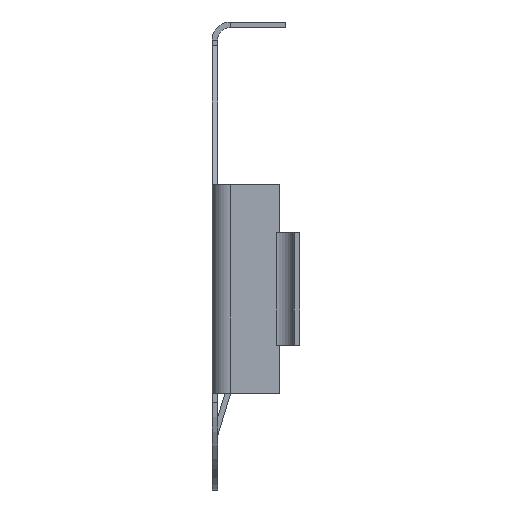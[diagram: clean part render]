
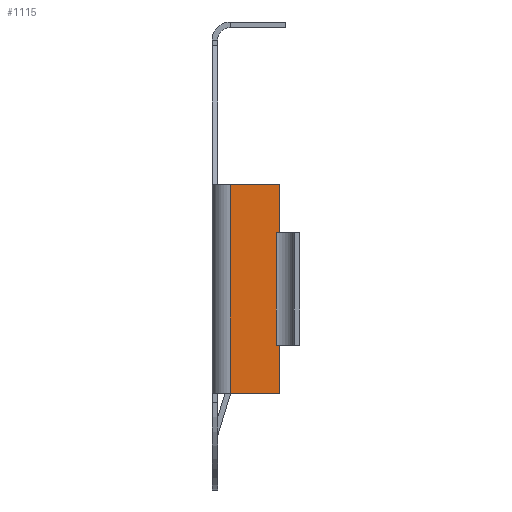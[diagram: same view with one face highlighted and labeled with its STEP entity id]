
A CAD part, left-side view. The second image highlights one B-rep face of the part: STEP entity #1115.
In plain terms, the highlighted planar face has unit normal (-1, 0, 0).
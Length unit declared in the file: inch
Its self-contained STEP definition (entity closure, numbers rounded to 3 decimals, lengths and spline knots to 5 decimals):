
#1115 = ADVANCED_FACE ( 'NONE', ( #3088 ), #3085, .T. ) ;
#1116 = EDGE_LOOP ( 'NONE', ( #1117, #1118, #1119, #1253, #1236, #1252, #1256, #1259 ) ) ;
#1117 = ORIENTED_EDGE ( 'NONE', *, *, #1196, .T. ) ;
#1118 = ORIENTED_EDGE ( 'NONE', *, *, #1296, .T. ) ;
#1119 = ORIENTED_EDGE ( 'NONE', *, *, #1142, .T. ) ;
#1139 = VERTEX_POINT ( 'NONE', #2989 ) ;
#1140 = VERTEX_POINT ( 'NONE', #2988 ) ;
#1142 = EDGE_CURVE ( 'NONE', #1149, #1140, #2987, .T. ) ;
#1149 = VERTEX_POINT ( 'NONE', #3037 ) ;
#1196 = EDGE_CURVE ( 'NONE', #1197, #1251, #3198, .T. ) ;
#1197 = VERTEX_POINT ( 'NONE', #3240 ) ;
#1227 = EDGE_CURVE ( 'NONE', #1292, #1139, #3304, .T. ) ;
#1236 = ORIENTED_EDGE ( 'NONE', *, *, #1227, .T. ) ;
#1251 = VERTEX_POINT ( 'NONE', #3231 ) ;
#1252 = ORIENTED_EDGE ( 'NONE', *, *, #1254, .T. ) ;
#1253 = ORIENTED_EDGE ( 'NONE', *, *, #1303, .T. ) ;
#1254 = EDGE_CURVE ( 'NONE', #1139, #1255, #3400, .T. ) ;
#1255 = VERTEX_POINT ( 'NONE', #3396 ) ;
#1256 = ORIENTED_EDGE ( 'NONE', *, *, #1257, .T. ) ;
#1257 = EDGE_CURVE ( 'NONE', #1255, #1258, #3395, .T. ) ;
#1258 = VERTEX_POINT ( 'NONE', #3391 ) ;
#1259 = ORIENTED_EDGE ( 'NONE', *, *, #1289, .T. ) ;
#1289 = EDGE_CURVE ( 'NONE', #1258, #1197, #3340, .T. ) ;
#1292 = VERTEX_POINT ( 'NONE', #3336 ) ;
#1296 = EDGE_CURVE ( 'NONE', #1251, #1149, #3329, .T. ) ;
#1303 = EDGE_CURVE ( 'NONE', #1140, #1292, #3224, .T. ) ;
#2984 = DIRECTION ( 'NONE',  ( 0., -1., 0. ) ) ;
#2985 = VECTOR ( 'NONE', #2984, 39.37008 ) ;
#2986 = CARTESIAN_POINT ( 'NONE',  ( -0.4695, 0., -0.628 ) ) ;
#2987 = LINE ( 'NONE', #2986, #2985 ) ;
#2988 = CARTESIAN_POINT ( 'NONE',  ( -0.4695, -0.11, -0.628 ) ) ;
#2989 = CARTESIAN_POINT ( 'NONE',  ( -0.4695, -0.104, -0.5425 ) ) ;
#3037 = CARTESIAN_POINT ( 'NONE',  ( -0.4695, -0.022, -0.628 ) ) ;
#3085 = PLANE ( 'NONE',  #3087 ) ;
#3086 = CARTESIAN_POINT ( 'NONE',  ( -0.4695, 0., -0.257 ) ) ;
#3087 = AXIS2_PLACEMENT_3D ( 'NONE', #3086, #3137, #3136 ) ;
#3088 = FACE_OUTER_BOUND ( 'NONE', #1116, .T. ) ;
#3136 = DIRECTION ( 'NONE',  ( 0., 1., 0. ) ) ;
#3137 = DIRECTION ( 'NONE',  ( -1., 0., 0. ) ) ;
#3197 = CARTESIAN_POINT ( 'NONE',  ( -0.4695, 0., -0.257 ) ) ;
#3198 = LINE ( 'NONE', #3197, #3242 ) ;
#3221 = DIRECTION ( 'NONE',  ( 0., 0., 1. ) ) ;
#3222 = VECTOR ( 'NONE', #3221, 39.37008 ) ;
#3223 = CARTESIAN_POINT ( 'NONE',  ( -0.4695, -0.11, -0.257 ) ) ;
#3224 = LINE ( 'NONE', #3223, #3222 ) ;
#3231 = CARTESIAN_POINT ( 'NONE',  ( -0.4695, -0.022, -0.257 ) ) ;
#3240 = CARTESIAN_POINT ( 'NONE',  ( -0.4695, -0.11, -0.257 ) ) ;
#3241 = DIRECTION ( 'NONE',  ( 0., 1., 0. ) ) ;
#3242 = VECTOR ( 'NONE', #3241, 39.37008 ) ;
#3304 = LINE ( 'NONE', #3383, #3382 ) ;
#3326 = DIRECTION ( 'NONE',  ( 0., 0., -1. ) ) ;
#3327 = VECTOR ( 'NONE', #3326, 39.37008 ) ;
#3328 = CARTESIAN_POINT ( 'NONE',  ( -0.4695, -0.022, -0.257 ) ) ;
#3329 = LINE ( 'NONE', #3328, #3327 ) ;
#3336 = CARTESIAN_POINT ( 'NONE',  ( -0.4695, -0.11, -0.5425 ) ) ;
#3337 = DIRECTION ( 'NONE',  ( 0., 0., 1. ) ) ;
#3338 = VECTOR ( 'NONE', #3337, 39.37008 ) ;
#3339 = CARTESIAN_POINT ( 'NONE',  ( -0.4695, -0.11, -0.257 ) ) ;
#3340 = LINE ( 'NONE', #3339, #3338 ) ;
#3381 = DIRECTION ( 'NONE',  ( 0., 1., 0. ) ) ;
#3382 = VECTOR ( 'NONE', #3381, 39.37008 ) ;
#3383 = CARTESIAN_POINT ( 'NONE',  ( -0.4695, 0., -0.5425 ) ) ;
#3391 = CARTESIAN_POINT ( 'NONE',  ( -0.4695, -0.11, -0.3425 ) ) ;
#3392 = DIRECTION ( 'NONE',  ( 0., -1., 0. ) ) ;
#3393 = VECTOR ( 'NONE', #3392, 39.37008 ) ;
#3394 = CARTESIAN_POINT ( 'NONE',  ( -0.4695, 0., -0.3425 ) ) ;
#3395 = LINE ( 'NONE', #3394, #3393 ) ;
#3396 = CARTESIAN_POINT ( 'NONE',  ( -0.4695, -0.104, -0.3425 ) ) ;
#3397 = DIRECTION ( 'NONE',  ( 0., 0., 1. ) ) ;
#3398 = VECTOR ( 'NONE', #3397, 39.37008 ) ;
#3399 = CARTESIAN_POINT ( 'NONE',  ( -0.4695, -0.104, -0.257 ) ) ;
#3400 = LINE ( 'NONE', #3399, #3398 ) ;
